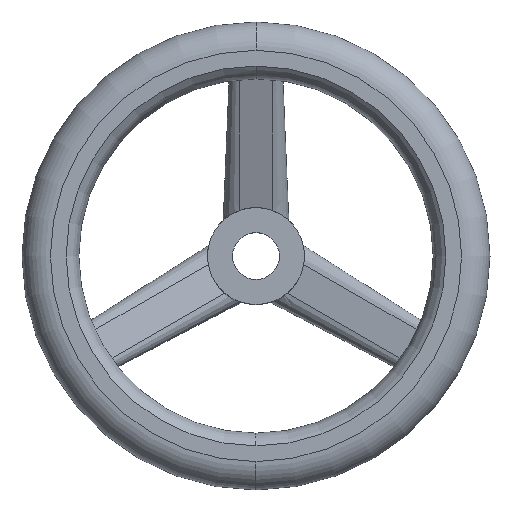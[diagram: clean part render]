
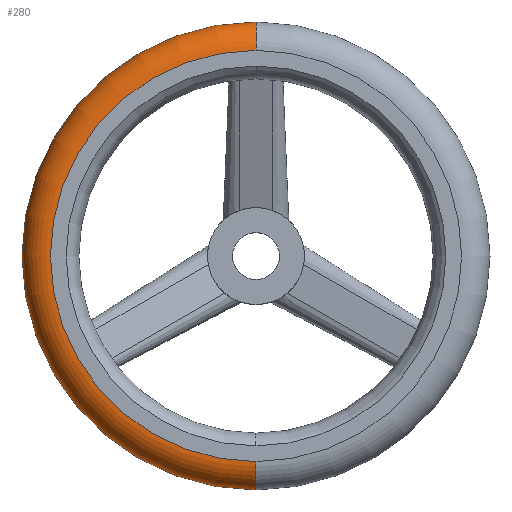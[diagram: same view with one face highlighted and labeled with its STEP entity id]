
A CAD part, top view. The second image highlights one B-rep face of the part: STEP entity #280.
In plain terms, the highlighted toroidal (fillet/blend) face has major radius 61.5 mm and minor radius 8.5 mm.
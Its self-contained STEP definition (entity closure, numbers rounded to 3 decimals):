
#274=VERTEX_POINT('',#656);
#280=ADVANCED_FACE('',(#663),#664,.T.);
#292=EDGE_CURVE('',#440,#388,#680,.T.);
#334=EDGE_CURVE('',#274,#422,#727,.T.);
#336=EDGE_CURVE('',#440,#422,#729,.T.);
#388=VERTEX_POINT('',#785);
#422=VERTEX_POINT('',#822);
#432=EDGE_CURVE('',#274,#388,#832,.T.);
#440=VERTEX_POINT('',#840);
#656=CARTESIAN_POINT('',(0.,-61.5,39.0));
#663=FACE_OUTER_BOUND('',#1181,.T.);
#664=TOROIDAL_SURFACE('',#1182,61.5,8.5);
#680=CIRCLE('',#1220,70.0);
#727=CIRCLE('',#1335,61.5);
#729=CIRCLE('',#1338,8.5);
#785=CARTESIAN_POINT('',(0.,-70.,30.5));
#822=CARTESIAN_POINT('',(0.,61.5,39.0));
#832=CIRCLE('',#1559,8.5);
#840=CARTESIAN_POINT('',(0.,70.0,30.5));
#1181=EDGE_LOOP('',(#1900,#1901,#1902,#1903));
#1182=AXIS2_PLACEMENT_3D('',#1904,#1905,#1906);
#1220=AXIS2_PLACEMENT_3D('',#1935,#1936,#1937);
#1335=AXIS2_PLACEMENT_3D('',#1994,#1995,#1996);
#1338=AXIS2_PLACEMENT_3D('',#1997,#1998,#1999);
#1559=AXIS2_PLACEMENT_3D('',#2080,#2081,#2082);
#1900=ORIENTED_EDGE('',*,*,#292,.T.);
#1901=ORIENTED_EDGE('',*,*,#432,.F.);
#1902=ORIENTED_EDGE('',*,*,#334,.T.);
#1903=ORIENTED_EDGE('',*,*,#336,.F.);
#1904=CARTESIAN_POINT('',(0.,0.,30.5));
#1905=DIRECTION('',(0.,0.,1.0));
#1906=DIRECTION('',(0.,1.0,0.0));
#1935=CARTESIAN_POINT('',(0.,0.,30.5));
#1936=DIRECTION('',(0.,0.,1.0));
#1937=DIRECTION('',(1.0,0.0,0.));
#1994=CARTESIAN_POINT('',(0.,0.,39.0));
#1995=DIRECTION('',(0.,0.,-1.0));
#1996=DIRECTION('',(0.,1.0,0.));
#1997=CARTESIAN_POINT('',(0.,61.5,30.5));
#1998=DIRECTION('',(1.0,0.,0.));
#1999=DIRECTION('',(0.,1.0,0.));
#2080=CARTESIAN_POINT('',(0.,-61.5,30.5));
#2081=DIRECTION('',(1.0,0.,0.));
#2082=DIRECTION('',(0.,-1.0,0.));
